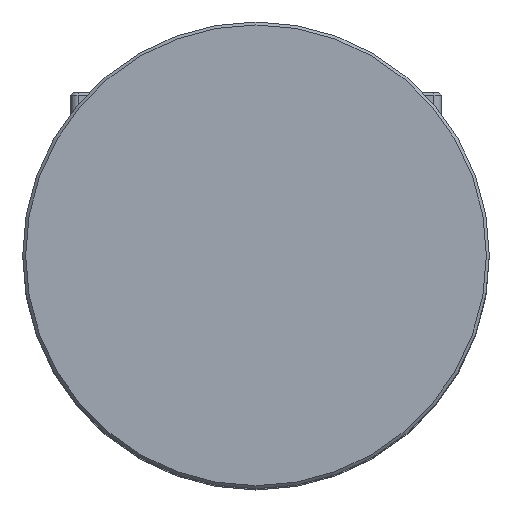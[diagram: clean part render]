
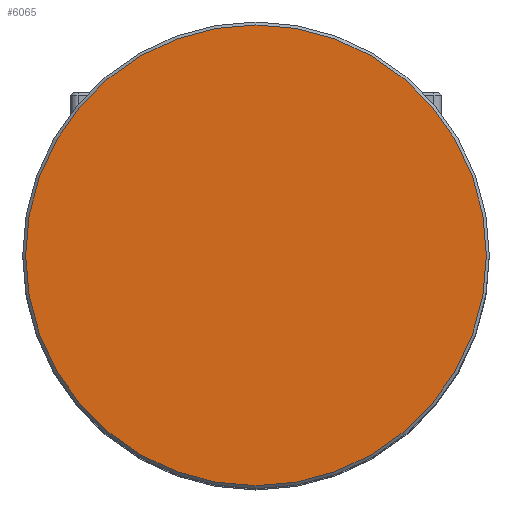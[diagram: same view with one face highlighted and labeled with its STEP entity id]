
A CAD part, top view. The second image highlights one B-rep face of the part: STEP entity #6065.
In plain terms, the highlighted planar face has unit normal (0, 0, 1).
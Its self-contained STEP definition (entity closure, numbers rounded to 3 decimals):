
#693=PLANE('',#6500);
#993=FACE_OUTER_BOUND('',#1380,.T.);
#1380=EDGE_LOOP('',(#4720));
#2328=CIRCLE('',#6499,31.1);
#2696=VERTEX_POINT('',#11250);
#3419=EDGE_CURVE('',#2696,#2696,#2328,.T.);
#4720=ORIENTED_EDGE('',*,*,#3419,.F.);
#6065=ADVANCED_FACE('',(#993),#693,.T.);
#6499=AXIS2_PLACEMENT_3D('',#11251,#7108,#7109);
#6500=AXIS2_PLACEMENT_3D('',#11253,#7111,#7112);
#7108=DIRECTION('center_axis',(0.,0.,-1.));
#7109=DIRECTION('ref_axis',(-1.,0.,0.));
#7111=DIRECTION('center_axis',(0.,0.,1.));
#7112=DIRECTION('ref_axis',(-1.,0.,0.));
#11250=CARTESIAN_POINT('',(31.1,0.,102.));
#11251=CARTESIAN_POINT('Origin',(0.,0.,102.));
#11253=CARTESIAN_POINT('Origin',(0.,0.,102.));
